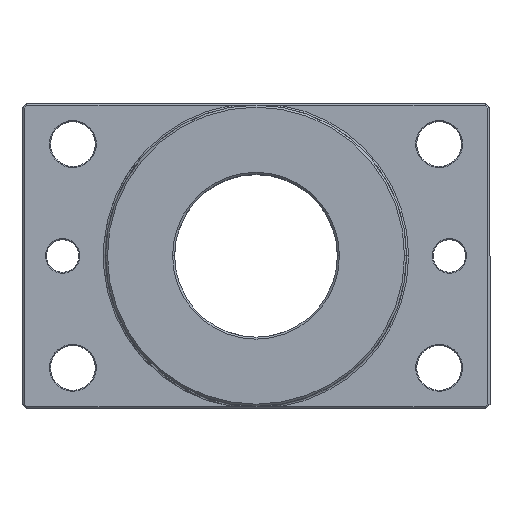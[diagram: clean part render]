
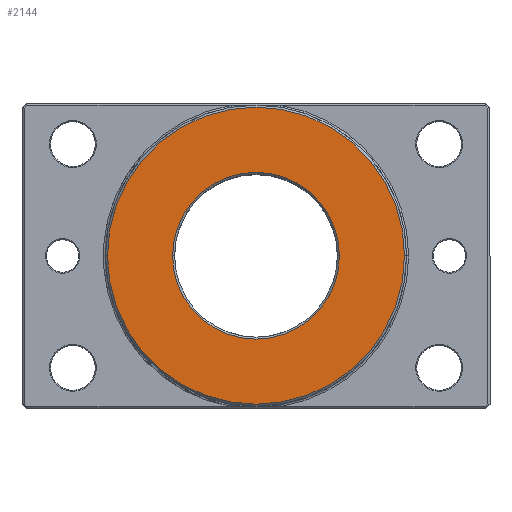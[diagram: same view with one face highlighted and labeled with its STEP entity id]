
A CAD part, top view. The second image highlights one B-rep face of the part: STEP entity #2144.
In plain terms, the highlighted planar face has unit normal (0, 0, 1).
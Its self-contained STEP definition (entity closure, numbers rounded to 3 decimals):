
#49 = PLANE ( 'NONE',  #1588 ) ;
#79 = CARTESIAN_POINT ( 'NONE',  ( 0., 0., 100. ) ) ;
#127 = DIRECTION ( 'NONE',  ( 1., 0., 0. ) ) ;
#156 = EDGE_CURVE ( 'NONE', #2127, #1753, #1064, .T. ) ;
#207 = FACE_BOUND ( 'NONE', #1790, .T. ) ;
#265 = DIRECTION ( 'NONE',  ( 1., 0., 0. ) ) ;
#367 = AXIS2_PLACEMENT_3D ( 'NONE', #2581, #1377, #127 ) ;
#441 = CARTESIAN_POINT ( 'NONE',  ( -73., 0., 100. ) ) ;
#551 = CIRCLE ( 'NONE', #2087, 41. ) ;
#686 = DIRECTION ( 'NONE',  ( 0., 0., 1. ) ) ;
#761 = ORIENTED_EDGE ( 'NONE', *, *, #947, .T. ) ;
#884 = CARTESIAN_POINT ( 'NONE',  ( -41., 0., 100. ) ) ;
#947 = EDGE_CURVE ( 'NONE', #1753, #2127, #551, .T. ) ;
#978 = AXIS2_PLACEMENT_3D ( 'NONE', #1523, #2330, #2118 ) ;
#986 = VERTEX_POINT ( 'NONE', #1654 ) ;
#1006 = CARTESIAN_POINT ( 'NONE',  ( 41., 0., 100. ) ) ;
#1052 = CIRCLE ( 'NONE', #978, 73. ) ;
#1064 = CIRCLE ( 'NONE', #1503, 41. ) ;
#1352 = DIRECTION ( 'NONE',  ( 0., 0., -1. ) ) ;
#1377 = DIRECTION ( 'NONE',  ( 0., 0., 1. ) ) ;
#1459 = DIRECTION ( 'NONE',  ( 0., 0., -1. ) ) ;
#1502 = ORIENTED_EDGE ( 'NONE', *, *, #1951, .T. ) ;
#1503 = AXIS2_PLACEMENT_3D ( 'NONE', #79, #1352, #2588 ) ;
#1521 = EDGE_LOOP ( 'NONE', ( #1502, #2657 ) ) ;
#1523 = CARTESIAN_POINT ( 'NONE',  ( 0., 0., 100. ) ) ;
#1588 = AXIS2_PLACEMENT_3D ( 'NONE', #1918, #686, #265 ) ;
#1654 = CARTESIAN_POINT ( 'NONE',  ( 73., 0., 100. ) ) ;
#1687 = ORIENTED_EDGE ( 'NONE', *, *, #156, .T. ) ;
#1753 = VERTEX_POINT ( 'NONE', #1006 ) ;
#1790 = EDGE_LOOP ( 'NONE', ( #761, #1687 ) ) ;
#1870 = VERTEX_POINT ( 'NONE', #441 ) ;
#1918 = CARTESIAN_POINT ( 'NONE',  ( 0., 0., 100. ) ) ;
#1951 = EDGE_CURVE ( 'NONE', #1870, #986, #2209, .T. ) ;
#2087 = AXIS2_PLACEMENT_3D ( 'NONE', #2245, #1459, #2457 ) ;
#2118 = DIRECTION ( 'NONE',  ( 1., 0., 0. ) ) ;
#2127 = VERTEX_POINT ( 'NONE', #884 ) ;
#2144 = ADVANCED_FACE ( 'NONE', ( #207, #2336 ), #49, .T. ) ;
#2173 = EDGE_CURVE ( 'NONE', #986, #1870, #1052, .T. ) ;
#2209 = CIRCLE ( 'NONE', #367, 73. ) ;
#2245 = CARTESIAN_POINT ( 'NONE',  ( 0., 0., 100. ) ) ;
#2330 = DIRECTION ( 'NONE',  ( 0., 0., 1. ) ) ;
#2336 = FACE_OUTER_BOUND ( 'NONE', #1521, .T. ) ;
#2457 = DIRECTION ( 'NONE',  ( 1., 0., 0. ) ) ;
#2581 = CARTESIAN_POINT ( 'NONE',  ( 0., 0., 100. ) ) ;
#2588 = DIRECTION ( 'NONE',  ( 1., 0., 0. ) ) ;
#2657 = ORIENTED_EDGE ( 'NONE', *, *, #2173, .T. ) ;
